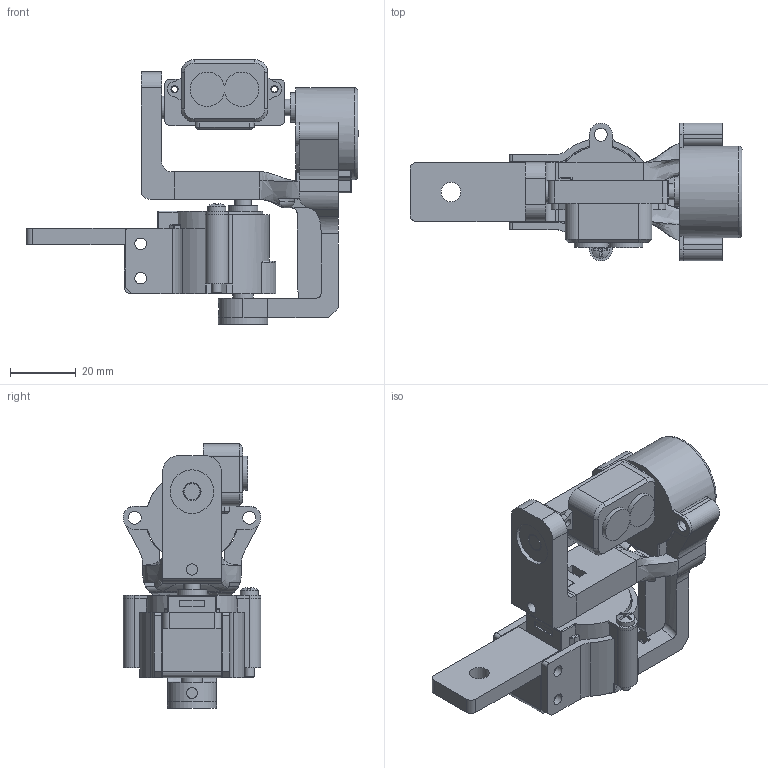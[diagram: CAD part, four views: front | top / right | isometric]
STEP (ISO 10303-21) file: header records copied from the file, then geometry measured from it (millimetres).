
FILE_DESCRIPTION(/* description */ ('STEP AP214'),/* implementation_level */ '2;1');
FILE_NAME(/* name */ '60e344578071806ff90d87e6',/* time_stamp */ '2021-07-05T17:41:44+00:00',/* author */ ('JONATHAN KNIRSCH'),/* organization */ ('LIDAR PROJECT TEAM RUTIknjo'),/* preprocessor_version */ 'ST-DEVELOPER v18.1',/* originating_system */ ' ',/* authorisation */ ' ');
FILE_SCHEMA (('AUTOMOTIVE_DESIGN {1 0 10303 214 3 1 1}'));
Length unit declared in the file: metre
Products named in the file (12): Lidar Assembly; Motor; PH Pan head screw M3x0.50 x 25; z_Axis_Arm_Lagersitz; z_Axis_Arm_BolzenLagersitz; Arm; z_Axis_Arm_Motormount_Add; Stationary_Motormount; RIKULA 625 RS; PrintPart; z_Axis_Arm_Motormount; Lidar Module
Assembly tree (13 placements, depth 2):
  Lidar Assembly
    Motor  x2
    PH Pan head screw M3x0.50 x 25
    z_Axis_Arm_Lagersitz
    z_Axis_Arm_BolzenLagersitz
    Arm
    z_Axis_Arm_Motormount_Add
    Stationary_Motormount
    RIKULA 625 RS  x2
    PrintPart
    z_Axis_Arm_Motormount
    Lidar Module
Bounding box: 101.36 x 42 x 80.75 mm (x, y, z)
Volume: 69489.3 mm3; surface area: 35753.3 mm2
Topology: 13 solids, 13 shells, 495 faces, 1326 edges, 845 vertices
Faces by surface type: plane 259, cylinder 163, cone 27, sphere 17, bspline 16, torus 13
Full cylindrical faces by diameter (mm): 1.8 x2, 2.2 x2, 3 x1, 3.3 x5, 3.5 x9, 4 x8, 4.9 x2, 5 x4, 5.4 x1, 5.6 x1, 6 x1, 6.2 x1, 6.6 x1, 6.9 x1, 9 x2, 13.3 x1, 15 x1, 16 x2, 16.3 x2, 28 x2
Entity records: 14174 total; most frequent: CARTESIAN_POINT 3124, DIRECTION 2132, ORIENTED_EDGE 2126, EDGE_CURVE 1063, AXIS2_PLACEMENT_3D 759, VERTEX_POINT 721, LINE 614, VECTOR 614
